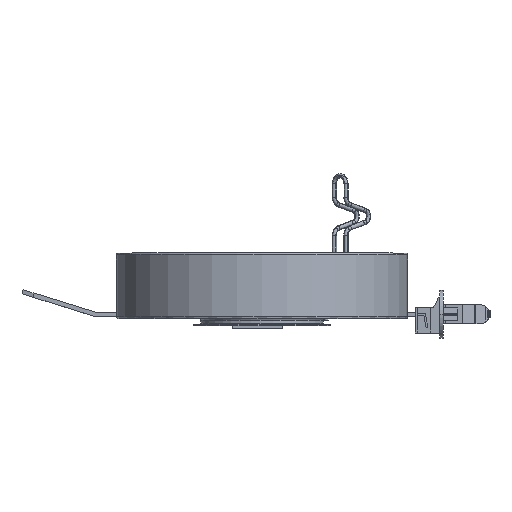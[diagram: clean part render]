
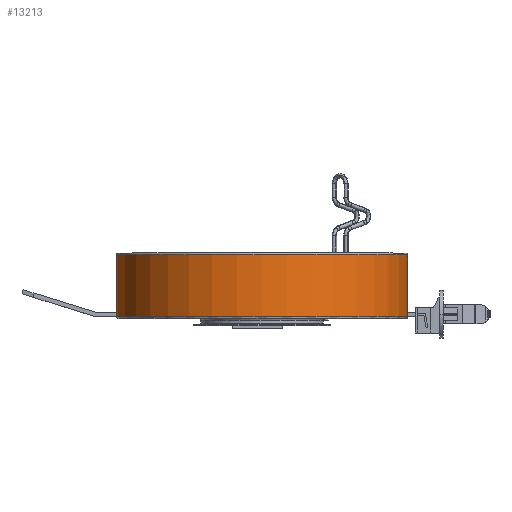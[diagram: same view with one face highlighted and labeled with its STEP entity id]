
A CAD part, top view. The second image highlights one B-rep face of the part: STEP entity #13213.
In plain terms, the highlighted cylindrical face has radius 40.64 mm (diameter 81.28 mm), a partial arc.
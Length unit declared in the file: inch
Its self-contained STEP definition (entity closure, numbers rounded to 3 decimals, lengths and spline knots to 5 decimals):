
#1203=CARTESIAN_POINT('',(0.,0.02,0.));
#1204=DIRECTION('',(0.,1.,0.));
#1205=DIRECTION('',(-1.,0.,0.));
#1206=AXIS2_PLACEMENT_3D('',#1203,#1204,#1205);
#1258=DIRECTION('',(0.,1.,0.));
#1259=VECTOR('',#1258,0.679);
#1260=CARTESIAN_POINT('',(1.6,0.02,0.));
#1261=LINE('',#1260,#1259);
#1262=DIRECTION('',(0.,-1.,0.));
#1263=VECTOR('',#1262,0.679);
#1264=CARTESIAN_POINT('',(-1.6,0.699,0.));
#1265=LINE('',#1264,#1263);
#1266=CARTESIAN_POINT('',(0.,0.699,0.));
#1267=DIRECTION('',(0.,-1.,0.));
#1268=DIRECTION('',(1.,0.,0.));
#1269=AXIS2_PLACEMENT_3D('',#1266,#1267,#1268);
#9845=CARTESIAN_POINT('',(-1.6,0.02,0.));
#9847=VERTEX_POINT('',#9845);
#9848=CARTESIAN_POINT('',(1.6,0.02,0.));
#9849=VERTEX_POINT('',#9848);
#10662=CARTESIAN_POINT('',(1.6,0.699,0.));
#10664=VERTEX_POINT('',#10662);
#10666=CARTESIAN_POINT('',(-1.6,0.699,0.));
#10668=VERTEX_POINT('',#10666);
#13201=CARTESIAN_POINT('',(0.,0.78945,0.));
#13202=DIRECTION('',(0.,-1.,0.));
#13203=DIRECTION('',(-1.,0.,0.));
#13204=AXIS2_PLACEMENT_3D('',#13201,#13202,#13203);
#13205=CYLINDRICAL_SURFACE('',#13204,1.6);
#13206=ORIENTED_EDGE('',*,*,#13190,.F.);
#13208=ORIENTED_EDGE('',*,*,#13207,.F.);
#13209=ORIENTED_EDGE('',*,*,#13186,.F.);
#13210=ORIENTED_EDGE('',*,*,#13120,.F.);
#13211=EDGE_LOOP('',(#13206,#13208,#13209,#13210));
#13212=FACE_OUTER_BOUND('',#13211,.F.);
#13213=ADVANCED_FACE('',(#13212),#13205,.T.);
#1207=CIRCLE('',#1206,1.6);
#1270=CIRCLE('',#1269,1.6);
#13120=EDGE_CURVE('',#9847,#9849,#1207,.T.);
#13186=EDGE_CURVE('',#9849,#10664,#1261,.T.);
#13190=EDGE_CURVE('',#10668,#9847,#1265,.T.);
#13207=EDGE_CURVE('',#10664,#10668,#1270,.T.);
